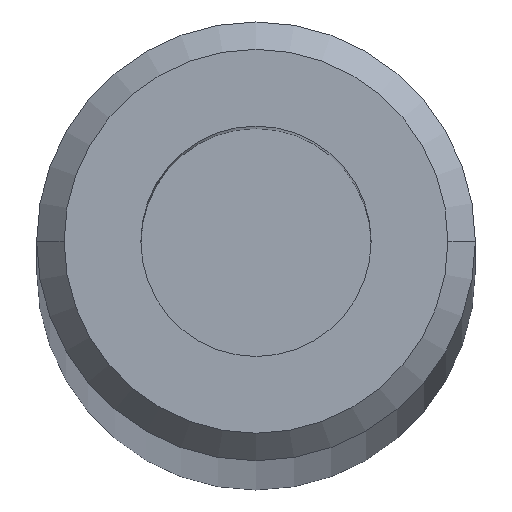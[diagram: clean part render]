
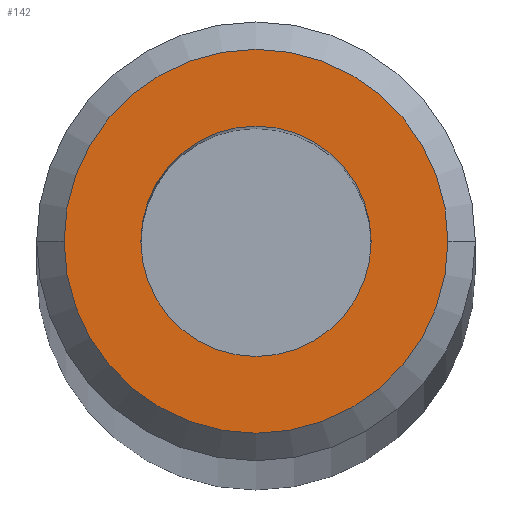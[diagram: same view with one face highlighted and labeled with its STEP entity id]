
A CAD part, top view. The second image highlights one B-rep face of the part: STEP entity #142.
In plain terms, the highlighted planar face has unit normal (0, 0, 1).
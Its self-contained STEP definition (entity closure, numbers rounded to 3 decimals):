
#40 = CARTESIAN_POINT ( 'NONE',  ( -3.5, 0., 153.5 ) ) ;
#51 = ORIENTED_EDGE ( 'NONE', *, *, #69, .T. ) ;
#59 = CARTESIAN_POINT ( 'NONE',  ( 2.1, 0., 153.5 ) ) ;
#66 = CARTESIAN_POINT ( 'NONE',  ( 3.5, 0., 153.5 ) ) ;
#69 = EDGE_CURVE ( 'NONE', #122, #113, #321, .T. ) ;
#89 = EDGE_LOOP ( 'NONE', ( #144, #51 ) ) ;
#98 = ORIENTED_EDGE ( 'NONE', *, *, #156, .F. ) ;
#113 = VERTEX_POINT ( 'NONE', #40 ) ;
#122 = VERTEX_POINT ( 'NONE', #66 ) ;
#123 = ORIENTED_EDGE ( 'NONE', *, *, #167, .F. ) ;
#133 = EDGE_CURVE ( 'NONE', #113, #122, #203, .T. ) ;
#136 = EDGE_LOOP ( 'NONE', ( #123, #98 ) ) ;
#142 = ADVANCED_FACE ( 'NONE', ( #231, #232 ), #233, .T. ) ;
#144 = ORIENTED_EDGE ( 'NONE', *, *, #133, .T. ) ;
#146 = VERTEX_POINT ( 'NONE', #263 ) ;
#156 = EDGE_CURVE ( 'NONE', #146, #183, #295, .T. ) ;
#167 = EDGE_CURVE ( 'NONE', #183, #146, #359, .T. ) ;
#183 = VERTEX_POINT ( 'NONE', #59 ) ;
#203 = CIRCLE ( 'NONE', #204, 3.5 ) ;
#204 = AXIS2_PLACEMENT_3D ( 'NONE', #205, #206, #207 ) ;
#205 = CARTESIAN_POINT ( 'NONE',  ( 0., 0., 153.5 ) ) ;
#206 = DIRECTION ( 'NONE',  ( 0., 0., 1. ) ) ;
#207 = DIRECTION ( 'NONE',  ( 1., 0., 0. ) ) ;
#231 = FACE_OUTER_BOUND ( 'NONE', #89, .T. ) ;
#232 = FACE_BOUND ( 'NONE', #136, .T. ) ;
#233 = PLANE ( 'NONE',  #235 ) ;
#235 = AXIS2_PLACEMENT_3D ( 'NONE', #236, #237, #238 ) ;
#236 = CARTESIAN_POINT ( 'NONE',  ( 0., 0., 153.5 ) ) ;
#237 = DIRECTION ( 'NONE',  ( 0., 0., 1. ) ) ;
#238 = DIRECTION ( 'NONE',  ( 1., 0., 0. ) ) ;
#263 = CARTESIAN_POINT ( 'NONE',  ( -2.1, 0., 153.5 ) ) ;
#295 = CIRCLE ( 'NONE', #296, 2.1 ) ;
#296 = AXIS2_PLACEMENT_3D ( 'NONE', #297, #298, #299 ) ;
#297 = CARTESIAN_POINT ( 'NONE',  ( 0., 0., 153.5 ) ) ;
#298 = DIRECTION ( 'NONE',  ( 0., 0., 1. ) ) ;
#299 = DIRECTION ( 'NONE',  ( 1., 0., 0. ) ) ;
#321 = CIRCLE ( 'NONE', #322, 3.5 ) ;
#322 = AXIS2_PLACEMENT_3D ( 'NONE', #323, #324, #325 ) ;
#323 = CARTESIAN_POINT ( 'NONE',  ( 0., 0., 153.5 ) ) ;
#324 = DIRECTION ( 'NONE',  ( 0., 0., 1. ) ) ;
#325 = DIRECTION ( 'NONE',  ( 1., 0., 0. ) ) ;
#359 = CIRCLE ( 'NONE', #360, 2.1 ) ;
#360 = AXIS2_PLACEMENT_3D ( 'NONE', #361, #362, #363 ) ;
#361 = CARTESIAN_POINT ( 'NONE',  ( 0., 0., 153.5 ) ) ;
#362 = DIRECTION ( 'NONE',  ( 0., 0., 1. ) ) ;
#363 = DIRECTION ( 'NONE',  ( 1., 0., 0. ) ) ;
